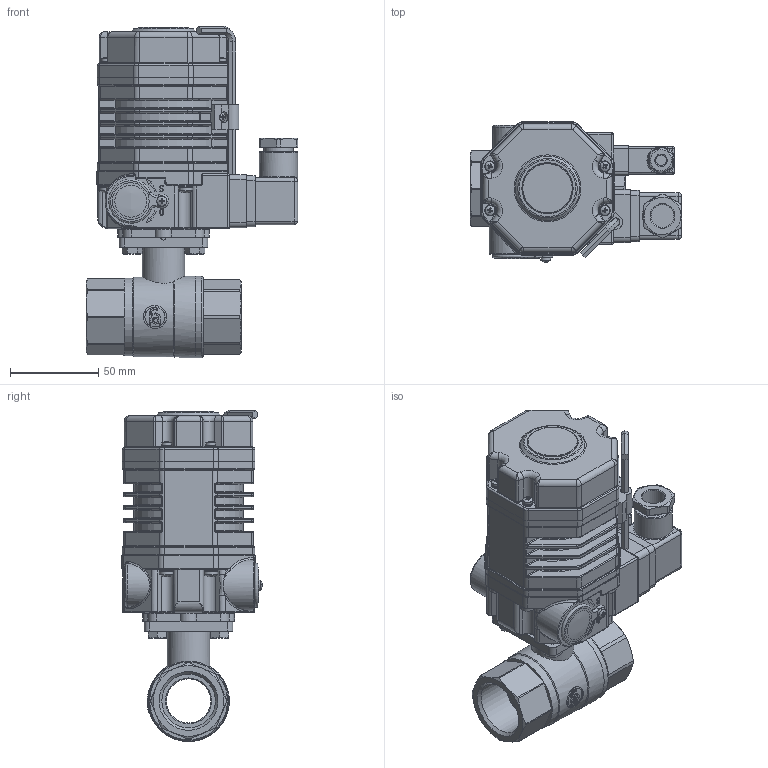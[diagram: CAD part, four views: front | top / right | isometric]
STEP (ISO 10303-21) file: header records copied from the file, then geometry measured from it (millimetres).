
FILE_DESCRIPTION(/* description */ ('Unknown'),/* implementation_level */ '2;1');
FILE_NAME(/* name */ 'AE01_020767-06',/* time_stamp */ '2022-10-14T10:54:39+02:00',/* author */ ('Unknown'),/* organization */ ('Unknown'),/* preprocessor_version */ 'ST-DEVELOPER v16.7',/* originating_system */ 'Solid Edge',/* authorisation */ 'Unknown');
FILE_SCHEMA (('AUTOMOTIVE_DESIGN {1 0 10303 214 3 1 1}'));
Products named in the file (37): AE01_020767-06; 2.110.025_(767-06); LA0162#11025; OR0072#V38; SE0164#025; RO0079#06; AT0042#33; OR0072#V21; LA0022#025; LA0161#025; AE01_AE02_(AE20_23); BQ02-011-2 喘謫眊; 狟粣創杶; 驱动轴; BQ02-036 忒梟裔; 躇猾祧菜; 52.5萇儂褲; BQ02萇ァ裔B; 躇猾菜; 售忒釱; 售忒; 滅阨諉芛-d; 滅阨諉芛-2; 坋趼蹟隊M4X16; 坋趼蹟隊M4X16_GB_CROSS_SCREWS_TYPE1 M4X12-12  H type-N; 粟菜 4_GB_FASTENER_WASHER_SSWL 4; す菜 4_GB_FASTENER_WASHER_PWSA 4; 坋趼蹟隊M3X14; 坋趼蹟隊M3X14_GB_CROSS_SCREWS_TYPE1 M3X14-14  H type-N; 粟菜 3_GB_FASTENER_WASHER_SSWL 3; す菜 3_GB_FASTENER_WASHER_PWSA 3; 坋趼蹟隊M3X8_GB_CROSS_SCREWS_TYPE1 M3X14-14  H type-N; 坋趼蹟隊M3X6_GB_CROSS_SCREWS_TYPE1 M3X14-14  H type-N; 硌尨攫; 硌渀; BQ02硌尨敦B; DIN 933 M6x16 A2-70 BLK_EDST
Assembly tree (52 placements, depth 4):
  AE01_020767-06
    2.110.025_(767-06)
      LA0162#11025
      OR0072#V38  x2
      SE0164#025  x2
      RO0079#06
      AT0042#33
      OR0072#V21  x2
      LA0022#025
      LA0161#025
    AE01_AE02_(AE20_23)
      BQ02-011-2 喘謫眊
      狟粣創杶
      驱动轴
      BQ02-036 忒梟裔
      躇猾祧菜
      52.5萇儂褲
      BQ02萇ァ裔B
      躇猾菜
      售忒釱
      售忒
      滅阨諉芛-d
      滅阨諉芛-2
      坋趼蹟隊M4X16  x4
        坋趼蹟隊M4X16_GB_CROSS_SCREWS_TYPE1 M4X12-12  H type-N
        粟菜 4_GB_FASTENER_WASHER_SSWL 4
        す菜 4_GB_FASTENER_WASHER_PWSA 4
      坋趼蹟隊M3X14  x4
        坋趼蹟隊M3X14_GB_CROSS_SCREWS_TYPE1 M3X14-14  H type-N
        粟菜 3_GB_FASTENER_WASHER_SSWL 3
        す菜 3_GB_FASTENER_WASHER_PWSA 3
      坋趼蹟隊M3X8_GB_CROSS_SCREWS_TYPE1 M3X14-14  H type-N  x4
      坋趼蹟隊M3X6_GB_CROSS_SCREWS_TYPE1 M3X14-14  H type-N  x2
      硌尨攫
      硌渀
      BQ02硌尨敦B
    DIN 933 M6x16 A2-70 BLK_EDST  x4
Bounding box: 119.85 x 79.37 x 187.35 mm (x, y, z)
Volume: 311665.2 mm3; surface area: 188040.9 mm2
Topology: 60 solids, 60 shells, 2881 faces, 6952 edges, 4241 vertices
Faces by surface type: plane 1072, cylinder 1055, torus 329, bspline 228, cone 112, sphere 85
Full cylindrical faces by diameter (mm): 2.189 x1, 2.5 x21, 3 x11, 3.102 x1, 3.2 x5, 3.3 x16, 3.4 x4, 3.5 x16, 4 x7, 4.2 x8, 4.3 x4, 4.4 x4, 4.5 x4, 4.7 x2, 5 x8, 5.4 x4, 5.5 x1, 5.6 x10, 6 x15, 6.5 x1, 6.8 x4, 7 x4, 8 x8, 8.1 x2, 10 x4, 10.8 x1, 10.9 x1, 11 x5, 11.02 x1, 11.1 x1
Entity records: 90642 total; most frequent: CARTESIAN_POINT 23295, DIRECTION 12446, ORIENTED_EDGE 11310, EDGE_CURVE 5655, AXIS2_PLACEMENT_3D 5018, VERTEX_POINT 3656, FACE_BOUND 3105, EDGE_LOOP 3062
